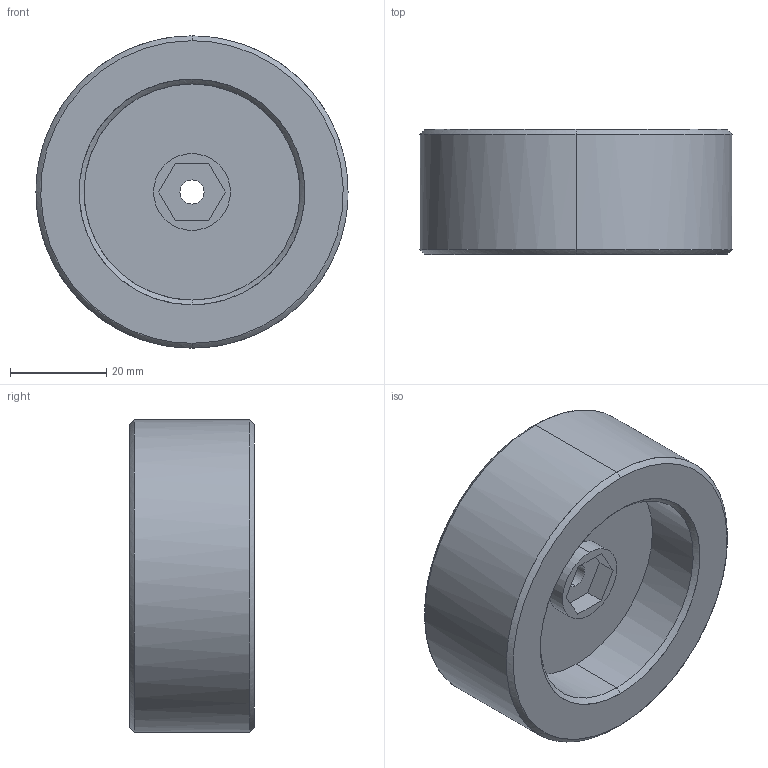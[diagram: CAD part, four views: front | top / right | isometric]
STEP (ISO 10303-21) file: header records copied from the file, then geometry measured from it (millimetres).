
FILE_DESCRIPTION (( 'STEP AP214' ), '1' );
FILE_NAME ('Reg_Wheel_65mm_12mmHex_Footprint.STEP', '2026-01-12T02:26:08', ( '' ), ( '' ), 'SwSTEP 2.0', 'SolidWorks 2025', '' );
FILE_SCHEMA (( 'AUTOMOTIVE_DESIGN' ));
Length unit declared in the file: millimetre
Products named in the file (1): Reg_Wheel_65mm_12mmHex_Footprint
Bounding box: 64.96 x 26 x 65 mm (x, y, z)
Volume: 49631.9 mm3; surface area: 15173.2 mm2
Topology: 1 solids, 1 shells, 30 faces, 64 edges, 40 vertices
Faces by surface type: plane 12, cylinder 10, bspline 8
Entity records: 2855 total; most frequent: CARTESIAN_POINT 2255, ORIENTED_EDGE 128, DIRECTION 98, EDGE_CURVE 64, VERTEX_POINT 40, EDGE_LOOP 36, AXIS2_PLACEMENT_3D 35, FACE_OUTER_BOUND 30
